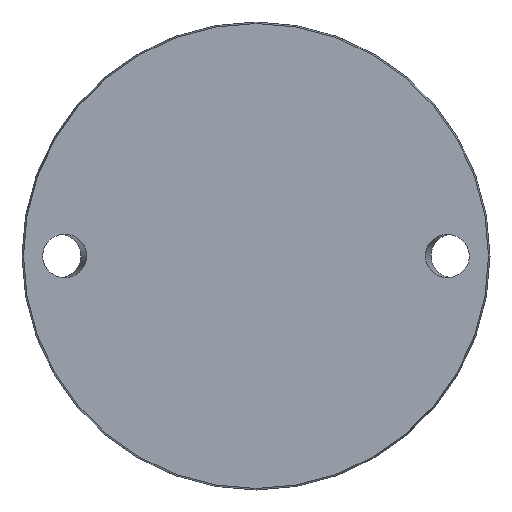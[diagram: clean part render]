
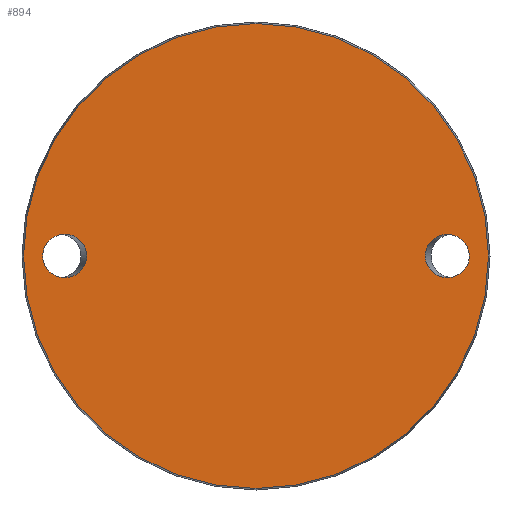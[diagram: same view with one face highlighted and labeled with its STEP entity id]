
A CAD part, front view. The second image highlights one B-rep face of the part: STEP entity #894.
In plain terms, the highlighted planar face has unit normal (0, -1, 0).
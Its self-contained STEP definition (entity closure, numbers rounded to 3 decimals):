
#4 = CARTESIAN_POINT ( 'NONE',  ( -88.425, 0., 0. ) ) ;
#47 = AXIS2_PLACEMENT_3D ( 'NONE', #4, #242, #90 ) ;
#90 = DIRECTION ( 'NONE',  ( 0., 0., 1. ) ) ;
#117 = CARTESIAN_POINT ( 'NONE',  ( 64.385, 0., 0. ) ) ;
#129 = CARTESIAN_POINT ( 'NONE',  ( 64.385, 0., -16.5 ) ) ;
#140 = CARTESIAN_POINT ( 'NONE',  ( -81.115, 0., -16.5 ) ) ;
#143 = CARTESIAN_POINT ( 'NONE',  ( 0., 0., 0. ) ) ;
#152 = DIRECTION ( 'NONE',  ( 0., -1., 0. ) ) ;
#171 = PLANE ( 'NONE',  #47 ) ;
#212 = CARTESIAN_POINT ( 'NONE',  ( 81.115, 0., 0. ) ) ;
#242 = DIRECTION ( 'NONE',  ( 0., 1., 0. ) ) ;
#246 = FACE_BOUND ( 'NONE', #780, .T. ) ;
#265 = ORIENTED_EDGE ( 'NONE', *, *, #279, .F. ) ;
#279 = EDGE_CURVE ( 'NONE', #817, #817, #646, .T. ) ;
#297 = CARTESIAN_POINT ( 'NONE',  ( -81.115, 0., 0. ) ) ;
#307 = CARTESIAN_POINT ( 'NONE',  ( -81.115, 0., 16.5 ) ) ;
#319 = CIRCLE ( 'NONE', #822, 88.425 ) ;
#362 = EDGE_LOOP ( 'NONE', ( #265 ) ) ;
#372 = CARTESIAN_POINT ( 'NONE',  ( -64.385, 0., 16.5 ) ) ;
#462 = EDGE_LOOP ( 'NONE', ( #645 ) ) ;
#513 = CARTESIAN_POINT ( 'NONE',  ( 81.115, 0., 16.5 ) ) ;
#590 = CARTESIAN_POINT ( 'NONE',  ( 64.385, 0., 16.5 ) ) ;
#613 = CARTESIAN_POINT ( 'NONE',  ( -64.385, 0., -16.5 ) ) ;
#617 = FACE_OUTER_BOUND ( 'NONE', #462, .T. ) ;
#628 = VERTEX_POINT ( 'NONE', #726 ) ;
#640 = VERTEX_POINT ( 'NONE', #877 ) ;
#645 = ORIENTED_EDGE ( 'NONE', *, *, #772, .T. ) ;
#646 =( BOUNDED_CURVE ( )  B_SPLINE_CURVE ( 3, ( #117, #129, #659, #212, #513, #590, #972 ),
 .UNSPECIFIED., .T., .T. ) 
 B_SPLINE_CURVE_WITH_KNOTS ( ( 4, 3, 4 ),
 ( 0., 3.142, 6.283 ),
 .UNSPECIFIED. ) 
 CURVE ( )  GEOMETRIC_REPRESENTATION_ITEM ( )  RATIONAL_B_SPLINE_CURVE ( ( 1., 0.333, 0.333, 1., 0.333, 0.333, 1. ) ) 
 REPRESENTATION_ITEM ( '' )  );
#659 = CARTESIAN_POINT ( 'NONE',  ( 81.115, 0., -16.5 ) ) ;
#672 = CARTESIAN_POINT ( 'NONE',  ( 64.385, 0., 0. ) ) ;
#726 = CARTESIAN_POINT ( 'NONE',  ( -81.115, 0., 0. ) ) ;
#772 = EDGE_CURVE ( 'NONE', #640, #640, #319, .T. ) ;
#777 = FACE_BOUND ( 'NONE', #362, .T. ) ;
#780 = EDGE_LOOP ( 'NONE', ( #959 ) ) ;
#817 = VERTEX_POINT ( 'NONE', #672 ) ;
#822 = AXIS2_PLACEMENT_3D ( 'NONE', #143, #152, #845 ) ;
#831 = EDGE_CURVE ( 'NONE', #628, #628, #919, .T. ) ;
#841 = CARTESIAN_POINT ( 'NONE',  ( -81.115, 0., 0. ) ) ;
#845 = DIRECTION ( 'NONE',  ( 0., 0., -1. ) ) ;
#852 = CARTESIAN_POINT ( 'NONE',  ( -64.385, 0., 0. ) ) ;
#877 = CARTESIAN_POINT ( 'NONE',  ( 0., 0., -88.425 ) ) ;
#894 = ADVANCED_FACE ( 'NONE', ( #246, #777, #617 ), #171, .F. ) ;
#919 =( BOUNDED_CURVE ( )  B_SPLINE_CURVE ( 3, ( #841, #307, #372, #852, #613, #140, #297 ),
 .UNSPECIFIED., .T., .T. ) 
 B_SPLINE_CURVE_WITH_KNOTS ( ( 4, 3, 4 ),
 ( 0., 3.142, 6.283 ),
 .UNSPECIFIED. ) 
 CURVE ( )  GEOMETRIC_REPRESENTATION_ITEM ( )  RATIONAL_B_SPLINE_CURVE ( ( 1., 0.333, 0.333, 1., 0.333, 0.333, 1. ) ) 
 REPRESENTATION_ITEM ( '' )  );
#959 = ORIENTED_EDGE ( 'NONE', *, *, #831, .T. ) ;
#972 = CARTESIAN_POINT ( 'NONE',  ( 64.385, 0., 0. ) ) ;
